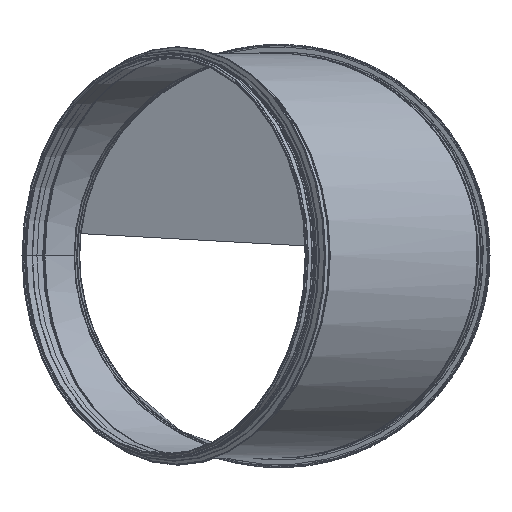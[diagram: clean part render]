
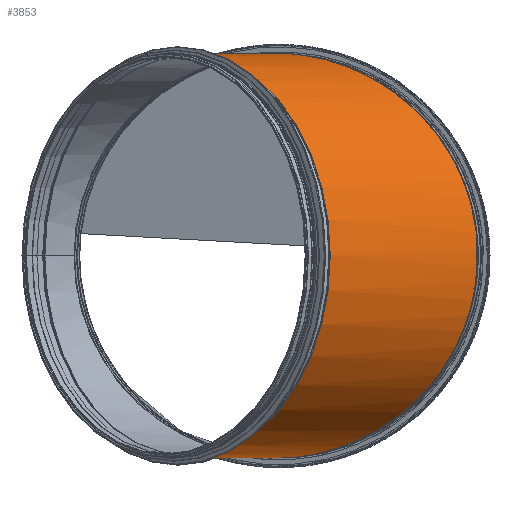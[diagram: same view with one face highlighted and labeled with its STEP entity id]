
A CAD part, top view. The second image highlights one B-rep face of the part: STEP entity #3853.
In plain terms, the highlighted cylindrical face has radius 156.925 mm (diameter 313.85 mm), a full revolution.
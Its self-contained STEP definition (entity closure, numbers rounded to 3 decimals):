
#1438=CARTESIAN_POINT('',(156.925,57.999,-0.003));
#1439=VERTEX_POINT('',#1438);
#1451=CARTESIAN_POINT('',(156.925,57.999,0.0));
#1452=VERTEX_POINT('',#1451);
#3043=CARTESIAN_POINT('',(0.,122.999,-156.925));
#3044=VERTEX_POINT('',#3043);
#3045=CARTESIAN_POINT('',(0.,123.,0.0));
#3046=DIRECTION('',(-0.383,-0.924,0.0));
#3047=DIRECTION('',(0.924,-0.383,0.0));
#3048=AXIS2_PLACEMENT_3D('',#3045,#3046,#3047);
#3049=ELLIPSE('',#3048,169.854,156.925);
#3050=EDGE_CURVE('',#3044,#1439,#3049,.T.);
#3052=CARTESIAN_POINT('',(0.,122.999,156.925));
#3053=VERTEX_POINT('',#3052);
#3071=CARTESIAN_POINT('',(0.,123.,0.0));
#3072=DIRECTION('',(-0.383,-0.924,0.0));
#3073=DIRECTION('',(0.924,-0.383,0.0));
#3074=AXIS2_PLACEMENT_3D('',#3071,#3072,#3073);
#3075=ELLIPSE('',#3074,169.854,156.925);
#3076=EDGE_CURVE('',#1452,#3053,#3075,.T.);
#3087=CARTESIAN_POINT('',(0.,123.,0.0));
#3088=DIRECTION('',(-0.383,-0.924,0.0));
#3089=DIRECTION('',(0.924,-0.383,0.0));
#3090=AXIS2_PLACEMENT_3D('',#3087,#3088,#3089);
#3091=ELLIPSE('',#3090,169.854,156.925);
#3092=EDGE_CURVE('',#3053,#3044,#3091,.T.);
#3111=CARTESIAN_POINT('',(156.925,25.5,-0.003));
#3112=VERTEX_POINT('',#3111);
#3119=CARTESIAN_POINT('',(156.925,57.999,-0.003));
#3120=DIRECTION('',(0.0,-1.0,0.0));
#3121=VECTOR('',#3120,32.499);
#3122=LINE('',#3119,#3121);
#3123=EDGE_CURVE('',#1439,#3112,#3122,.T.);
#3159=CARTESIAN_POINT('',(156.925,25.5,0.0));
#3160=VERTEX_POINT('',#3159);
#3161=CARTESIAN_POINT('',(156.925,25.5,0.0));
#3162=DIRECTION('',(0.0,1.0,0.0));
#3163=VECTOR('',#3162,32.499);
#3164=LINE('',#3161,#3163);
#3165=EDGE_CURVE('',#3160,#1452,#3164,.T.);
#3834=CARTESIAN_POINT('',(0.,90.594,0.0));
#3835=DIRECTION('',(0.,-1.0,0.0));
#3836=DIRECTION('',(1.0,0.0,0.0));
#3837=AXIS2_PLACEMENT_3D('',#3834,#3835,#3836);
#3838=CYLINDRICAL_SURFACE('',#3837,156.925);
#3839=ORIENTED_EDGE('',*,*,#3076,.T.);
#3840=ORIENTED_EDGE('',*,*,#3092,.T.);
#3841=ORIENTED_EDGE('',*,*,#3050,.T.);
#3842=ORIENTED_EDGE('',*,*,#3123,.T.);
#3843=CARTESIAN_POINT('',(0.,25.5,0.0));
#3844=DIRECTION('',(0.0,-1.0,0.0));
#3845=DIRECTION('',(1.0,0.0,0.0));
#3846=AXIS2_PLACEMENT_3D('',#3843,#3844,#3845);
#3847=CIRCLE('',#3846,156.925);
#3848=EDGE_CURVE('',#3160,#3112,#3847,.T.);
#3849=ORIENTED_EDGE('',*,*,#3848,.F.);
#3850=ORIENTED_EDGE('',*,*,#3165,.T.);
#3851=EDGE_LOOP('',(#3839,#3840,#3841,#3842,#3849,#3850));
#3852=FACE_OUTER_BOUND('',#3851,.T.);
#3853=ADVANCED_FACE('',(#3852),#3838,.T.);
